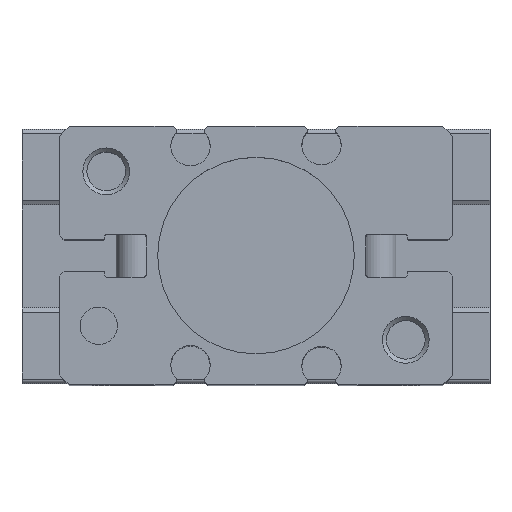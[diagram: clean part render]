
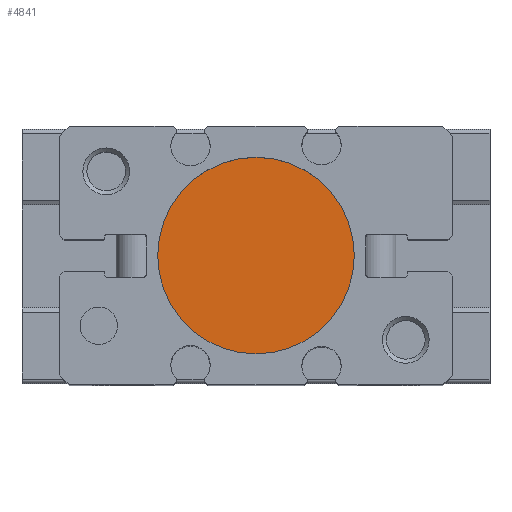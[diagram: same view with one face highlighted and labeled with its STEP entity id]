
A CAD part, top view. The second image highlights one B-rep face of the part: STEP entity #4841.
In plain terms, the highlighted face is planar.
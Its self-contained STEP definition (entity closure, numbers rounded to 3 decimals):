
#234=CIRCLE('',#5247,10.5);
#904=ORIENTED_EDGE('',*,*,#1976,.F.);
#1976=EDGE_CURVE('',#2564,#2564,#234,.T.);
#2564=VERTEX_POINT('',#7584);
#3964=EDGE_LOOP('',(#904));
#4340=FACE_BOUND('',#3964,.T.);
#4610=PLANE('',#5248);
#4841=ADVANCED_FACE('',(#4340),#4610,.F.);
#5247=AXIS2_PLACEMENT_3D('',#7583,#6151,#6152);
#5248=AXIS2_PLACEMENT_3D('',#7585,#6153,#6154);
#6151=DIRECTION('',(0.,0.,1.));
#6152=DIRECTION('',(1.,0.,0.));
#6153=DIRECTION('',(0.,0.,1.));
#6154=DIRECTION('',(1.,0.,0.));
#7583=CARTESIAN_POINT('',(0.,0.,-49.8));
#7584=CARTESIAN_POINT('',(10.5,0.,-49.8));
#7585=CARTESIAN_POINT('',(0.,0.,-49.8));
